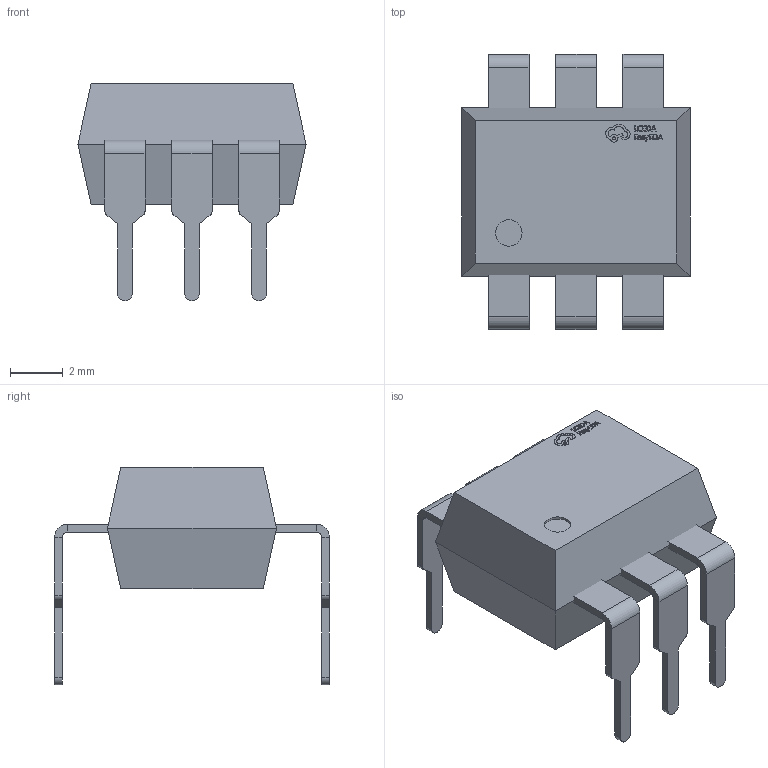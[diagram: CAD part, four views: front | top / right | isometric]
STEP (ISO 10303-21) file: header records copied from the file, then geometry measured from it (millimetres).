
FILE_DESCRIPTION (( 'STEP AP214' ), '1' );
FILE_NAME ('DIP-6W_L8.5-W6.4-H4.5-P2.54-LS10.2-BL.step', '2022-06-21T14:10:06', ( '' ), ( '' ), 'SwSTEP 2.0', 'SolidWorks 2020', '' );
FILE_SCHEMA (( 'AUTOMOTIVE_DESIGN' ));
Length unit declared in the file: millimetre
Products named in the file (1): DIP-6W_L8.5-W6.4-H4.5-P2.54-LS10.2-BL
Bounding box: 8.64 x 10.41 x 8.25 mm (x, y, z)
Volume: 245.3 mm3; surface area: 419.2 mm2
Topology: 4 solids, 4 shells, 398 faces, 1037 edges, 674 vertices
Faces by surface type: plane 254, bspline 112, cylinder 32
Entity records: 17680 total; most frequent: CARTESIAN_POINT 4214, ORIENTED_EDGE 2074, DIRECTION 1447, EDGE_CURVE 1037, VECTOR 745, LINE 745, VERTEX_POINT 674, EDGE_LOOP 425
